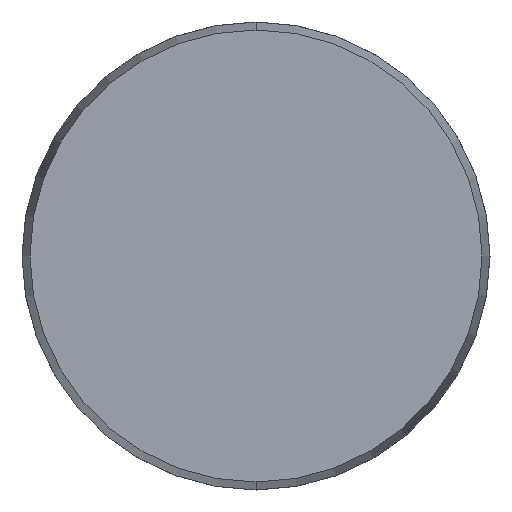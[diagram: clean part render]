
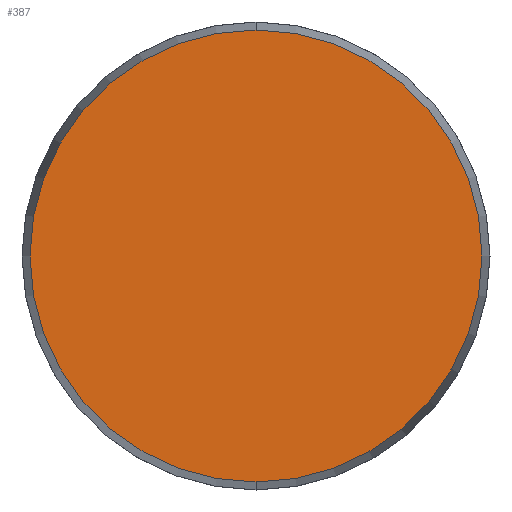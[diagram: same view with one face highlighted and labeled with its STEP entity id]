
A CAD part, front view. The second image highlights one B-rep face of the part: STEP entity #387.
In plain terms, the highlighted planar face has unit normal (0, -1, 0).
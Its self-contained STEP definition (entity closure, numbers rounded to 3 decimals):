
#23 = CIRCLE ( 'NONE', #802, 24.143 ) ;
#174 = DIRECTION ( 'NONE',  ( 0., 0., -1. ) ) ;
#179 = CARTESIAN_POINT ( 'NONE',  ( 0., 0., -24.143 ) ) ;
#210 = CARTESIAN_POINT ( 'NONE',  ( 0., 0., 0. ) ) ;
#219 = DIRECTION ( 'NONE',  ( 0., 0., -1. ) ) ;
#259 = VERTEX_POINT ( 'NONE', #1182 ) ;
#263 = CARTESIAN_POINT ( 'NONE',  ( -24.143, 0., 0. ) ) ;
#339 = CIRCLE ( 'NONE', #1085, 24.143 ) ;
#345 = ORIENTED_EDGE ( 'NONE', *, *, #451, .T. ) ;
#387 = ADVANCED_FACE ( 'NONE', ( #1177 ), #1070, .F. ) ;
#451 = EDGE_CURVE ( 'NONE', #1010, #259, #23, .T. ) ;
#462 = DIRECTION ( 'NONE',  ( 0., -1., 0. ) ) ;
#582 = ORIENTED_EDGE ( 'NONE', *, *, #844, .T. ) ;
#673 = DIRECTION ( 'NONE',  ( 0., 1., 0. ) ) ;
#802 = AXIS2_PLACEMENT_3D ( 'NONE', #210, #1311, #219 ) ;
#844 = EDGE_CURVE ( 'NONE', #259, #1010, #339, .T. ) ;
#919 = AXIS2_PLACEMENT_3D ( 'NONE', #263, #673, #1077 ) ;
#980 = EDGE_LOOP ( 'NONE', ( #582, #345 ) ) ;
#1010 = VERTEX_POINT ( 'NONE', #179 ) ;
#1070 = PLANE ( 'NONE',  #919 ) ;
#1077 = DIRECTION ( 'NONE',  ( 0., 0., 1. ) ) ;
#1085 = AXIS2_PLACEMENT_3D ( 'NONE', #1091, #462, #174 ) ;
#1091 = CARTESIAN_POINT ( 'NONE',  ( 0., 0., 0. ) ) ;
#1177 = FACE_OUTER_BOUND ( 'NONE', #980, .T. ) ;
#1182 = CARTESIAN_POINT ( 'NONE',  ( 0., 0., 24.143 ) ) ;
#1311 = DIRECTION ( 'NONE',  ( 0., -1., 0. ) ) ;
